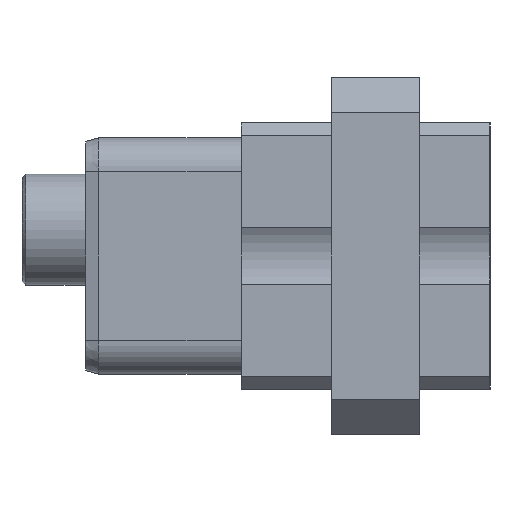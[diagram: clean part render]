
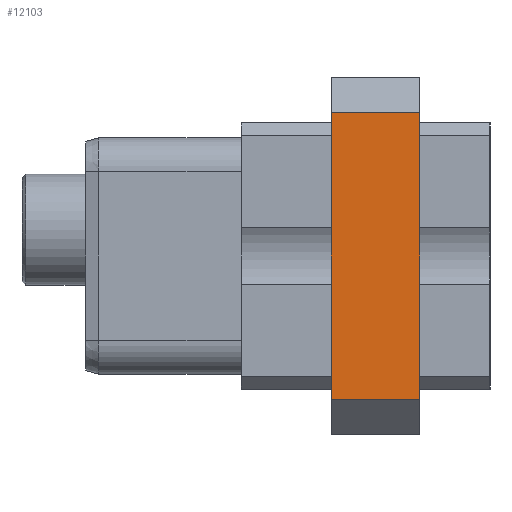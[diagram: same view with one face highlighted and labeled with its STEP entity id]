
A CAD part, left-side view. The second image highlights one B-rep face of the part: STEP entity #12103.
In plain terms, the highlighted planar face has unit normal (-1, 0, 0).
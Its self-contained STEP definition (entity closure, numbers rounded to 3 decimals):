
#295=DIRECTION('',(0.,0.,1.));
#296=VECTOR('',#295,16.3);
#297=CARTESIAN_POINT('',(-28.724,-10.154,-8.15));
#298=LINE('',#297,#296);
#487=DIRECTION('',(0.,1.,0.));
#488=VECTOR('',#487,5.028);
#489=CARTESIAN_POINT('',(-28.724,-10.154,8.15));
#490=LINE('',#489,#488);
#491=DIRECTION('',(0.,0.,1.));
#492=VECTOR('',#491,16.3);
#493=CARTESIAN_POINT('',(-28.724,-5.126,-8.15));
#494=LINE('',#493,#492);
#495=DIRECTION('',(0.,-1.,0.));
#496=VECTOR('',#495,5.028);
#497=CARTESIAN_POINT('',(-28.724,-5.126,-8.15));
#498=LINE('',#497,#496);
#9999=CARTESIAN_POINT('',(-28.724,-5.126,8.15));
#10001=VERTEX_POINT('',#9999);
#10004=CARTESIAN_POINT('',(-28.724,-5.126,-8.15));
#10006=VERTEX_POINT('',#10004);
#10015=CARTESIAN_POINT('',(-28.724,-10.154,8.15));
#10017=VERTEX_POINT('',#10015);
#10020=CARTESIAN_POINT('',(-28.724,-10.154,-8.15));
#10022=VERTEX_POINT('',#10020);
#12090=CARTESIAN_POINT('',(-28.724,-5.65,-10.14));
#12091=DIRECTION('',(-1.,0.,0.));
#12092=DIRECTION('',(0.,0.,1.));
#12093=AXIS2_PLACEMENT_3D('',#12090,#12091,#12092);
#12094=PLANE('',#12093);
#12095=ORIENTED_EDGE('',*,*,#11914,.F.);
#12097=ORIENTED_EDGE('',*,*,#12096,.F.);
#12099=ORIENTED_EDGE('',*,*,#12098,.T.);
#12100=ORIENTED_EDGE('',*,*,#12083,.F.);
#12101=EDGE_LOOP('',(#12095,#12097,#12099,#12100));
#12102=FACE_OUTER_BOUND('',#12101,.F.);
#12103=ADVANCED_FACE('',(#12102),#12094,.T.);
#11914=EDGE_CURVE('',#10022,#10017,#298,.T.);
#12083=EDGE_CURVE('',#10017,#10001,#490,.T.);
#12096=EDGE_CURVE('',#10006,#10022,#498,.T.);
#12098=EDGE_CURVE('',#10006,#10001,#494,.T.);
